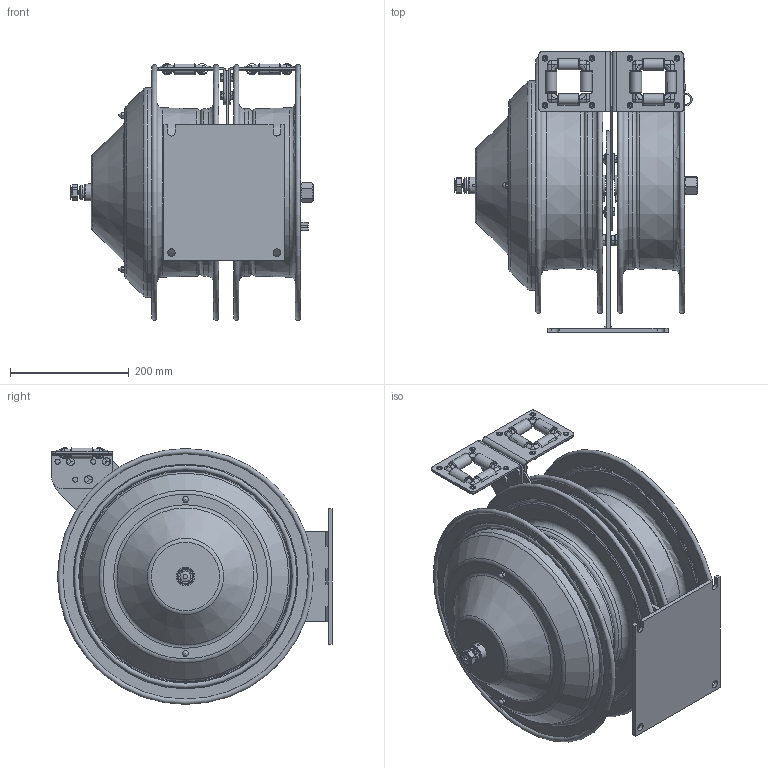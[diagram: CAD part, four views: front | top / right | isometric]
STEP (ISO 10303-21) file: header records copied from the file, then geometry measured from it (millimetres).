
FILE_DESCRIPTION((''),'2;1');
FILE_NAME('C-L350L-5016L-X_SHARED.stp','2011-11-21T15:33:18',('JKucera'),(''),'Autodesk Inventor 2012','Autodesk Inventor 2012','');
FILE_SCHEMA(('AUTOMOTIVE_DESIGN { 1 0 10303 214 1 1 1 1 }'));
Length unit declared in the file: inch
Products named in the file (1): C-L350L-5016L-X_SHARED
Bounding box: 408.69 x 473.13 x 433.41 mm (x, y, z)
Surface area: 1651644.9 mm2 (no closed solid volume)
Topology: 0 solids, 171 shells, 551 faces, 7074 edges, 6649 vertices
Faces by surface type: plane 296, cylinder 134, torus 63, sphere 31, cone 24, bspline 3
Full cylindrical faces by diameter (mm): 2.286 x1, 4.826 x3, 6.35 x1, 7.62 x1, 8.636 x6, 12.7 x2, 14.859 x1, 15.875 x1, 19.05 x10, 20.574 x1, 21.488 x1, 28.575 x1, 35.052 x2, 39.624 x1, 354.076 x1
Entity records: 66587 total; most frequent: CARTESIAN_POINT 21394, ORIENTED_EDGE 7544, EDGE_CURVE 6927, DIRECTION 6738, VERTEX_POINT 6613, VECTOR 4036, LINE 4036, QUASI_UNIFORM_CURVE 1798
